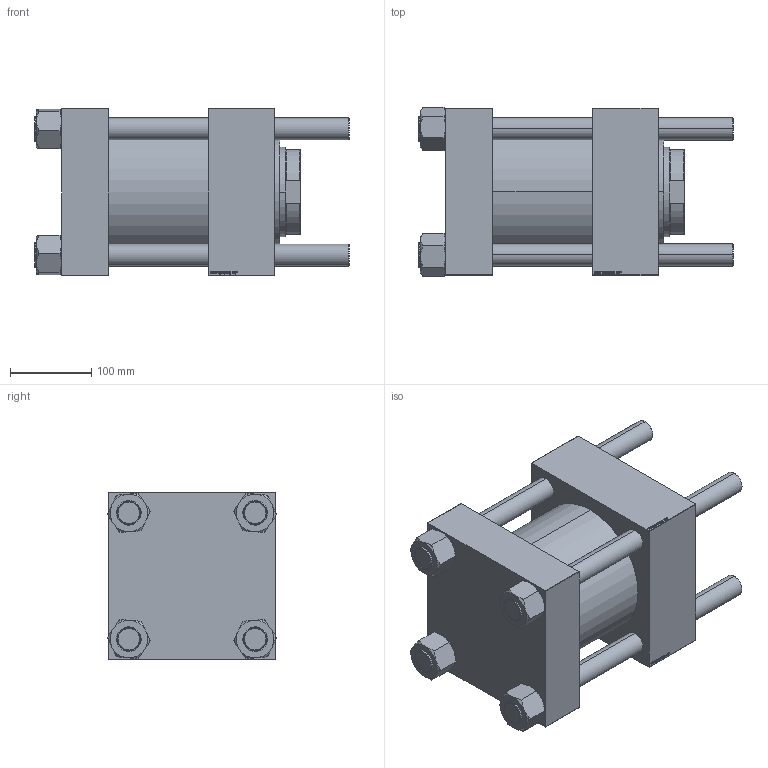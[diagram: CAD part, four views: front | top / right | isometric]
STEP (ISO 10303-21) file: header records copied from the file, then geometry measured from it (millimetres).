
FILE_DESCRIPTION (( 'STEP AP203' ), '1' );
FILE_NAME ('6b45.STEP', '2025-10-14T10:08:30', ( '' ), ( '' ), 'SwSTEP 2.0', 'SolidWorks 2019', '' );
FILE_SCHEMA (( 'CONFIG_CONTROL_DESIGN' ));
Length unit declared in the file: millimetre
Products named in the file (6): V215CR_B_TYCINKA 38dfcb3aa4c794bd0d40a42a41e334f1; V215CR_VCP_B 38dfcb3aa4c794bd0d40a42a41e334f1; NUT_M5_B 38dfcb3aa4c794bd0d40a42a41e334f1; V215_VC_A 38dfcb3aa4c794bd0d40a42a41e334f1; 6b45; V215CR_B-1 38dfcb3aa4c794bd0d40a42a41e334f1
Assembly tree (11 placements, depth 2):
  6b45
    V215CR_B-1 38dfcb3aa4c794bd0d40a42a41e334f1
    V215CR_VCP_B 38dfcb3aa4c794bd0d40a42a41e334f1
    NUT_M5_B 38dfcb3aa4c794bd0d40a42a41e334f1  x4
    V215CR_B_TYCINKA 38dfcb3aa4c794bd0d40a42a41e334f1  x4
    V215_VC_A 38dfcb3aa4c794bd0d40a42a41e334f1
Bounding box: 386 x 207.94 x 205 mm (x, y, z)
Volume: 8351554.8 mm3; surface area: 833509 mm2
Topology: 11 solids, 11 shells, 1206 faces, 3092 edges, 2015 vertices
Faces by surface type: bspline 504, plane 479, cone 136, cylinder 79, torus 8
Entity records: 57286 total; most frequent: CARTESIAN_POINT 34136, ORIENTED_EDGE 5448, DIRECTION 2996, EDGE_CURVE 2724, VERTEX_POINT 1793, VECTOR 1466, LINE 1466, EDGE_LOOP 1175
